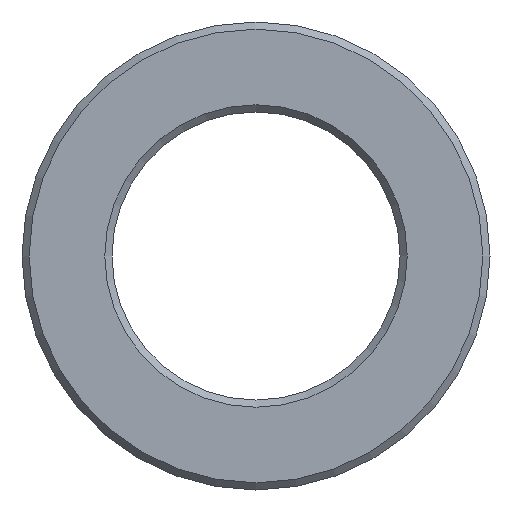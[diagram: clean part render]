
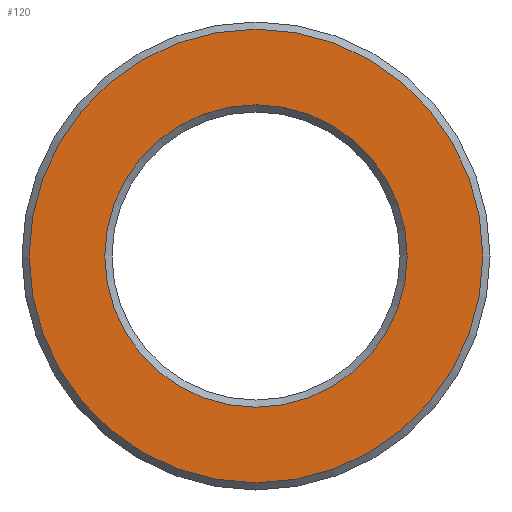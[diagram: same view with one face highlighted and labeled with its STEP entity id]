
A CAD part, front view. The second image highlights one B-rep face of the part: STEP entity #120.
In plain terms, the highlighted planar face has unit normal (0, -1, 0).
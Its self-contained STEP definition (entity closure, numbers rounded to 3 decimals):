
#80 = VERTEX_POINT('',#81);
#81 = CARTESIAN_POINT('',(6.3,-5.,7.));
#89 = EDGE_CURVE('',#80,#80,#90,.T.);
#90 = CIRCLE('',#91,6.3);
#91 = AXIS2_PLACEMENT_3D('',#92,#93,#94);
#92 = CARTESIAN_POINT('',(0.,-5.,7.));
#93 = DIRECTION('',(0.,-1.,0.));
#94 = DIRECTION('',(1.,0.,0.));
#120 = ADVANCED_FACE('',(#121,#124),#135,.T.);
#121 = FACE_BOUND('',#122,.T.);
#122 = EDGE_LOOP('',(#123));
#123 = ORIENTED_EDGE('',*,*,#89,.T.);
#124 = FACE_BOUND('',#125,.T.);
#125 = EDGE_LOOP('',(#126));
#126 = ORIENTED_EDGE('',*,*,#127,.F.);
#127 = EDGE_CURVE('',#128,#128,#130,.T.);
#128 = VERTEX_POINT('',#129);
#129 = CARTESIAN_POINT('',(4.2,-5.,7.));
#130 = CIRCLE('',#131,4.2);
#131 = AXIS2_PLACEMENT_3D('',#132,#133,#134);
#132 = CARTESIAN_POINT('',(0.,-5.,7.));
#133 = DIRECTION('',(0.,-1.,0.));
#134 = DIRECTION('',(1.,0.,0.));
#135 = PLANE('',#136);
#136 = AXIS2_PLACEMENT_3D('',#137,#138,#139);
#137 = CARTESIAN_POINT('',(0.,-5.,7.));
#138 = DIRECTION('',(0.,-1.,0.));
#139 = DIRECTION('',(1.,0.,0.));
